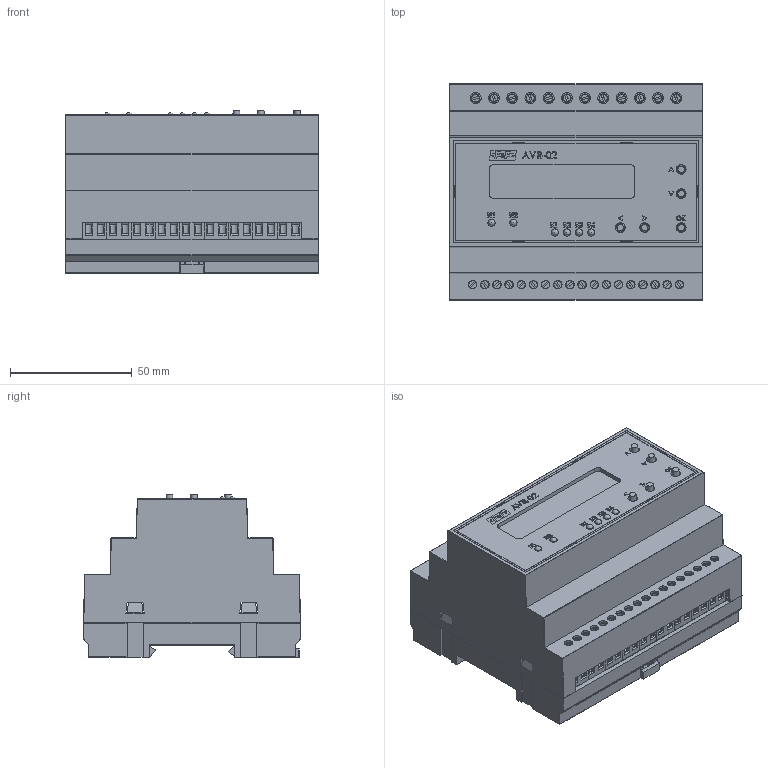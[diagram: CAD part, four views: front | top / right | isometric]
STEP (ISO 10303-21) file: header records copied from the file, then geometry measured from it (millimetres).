
FILE_DESCRIPTION(('STEP AP242'), '1');
FILE_NAME('AVR-02 ñáîðêà_3', '', ('UNSPECIFIED'), ('UNSPECIFIED'), 'C3D Converter', 'C3D Toolkit', '');
FILE_SCHEMA(('AP242_MANAGED_MODEL_BASED_3D_ENGINEERING_MIM_LF { 1 0 10303 442 1 1 4 }'));
Length unit declared in the file: millimetre
Assembly tree (30 placements, depth 3):
  (unnamed)
    (unnamed)
    (unnamed)
      (unnamed)  x6
      (unnamed)
    (unnamed)
    (unnamed)  x6
      (unnamed)
    (unnamed)  x9
      (unnamed)
    (unnamed)
Bounding box: 104 x 89.14 x 67 mm (x, y, z)
Volume: 83373.9 mm3; surface area: 108964.7 mm2
Topology: 87 solids, 87 shells, 2054 faces, 5434 edges, 3600 vertices
Faces by surface type: plane 1564, cylinder 188, extrusion 145, cone 125, sphere 28, torus 4
Full cylindrical faces by diameter (mm): 1.6 x6, 2 x30, 2.6 x6, 3 x6, 3.5 x48, 4 x5, 4.5 x12
Entity records: 42870 total; most frequent: CARTESIAN_POINT 7868, ORIENTED_EDGE 5394, DIRECTION 4613, EDGE_CURVE 2697, VECTOR 2257, LINE 2112, VERTEX_POINT 1803, EDGE_LOOP 1254
